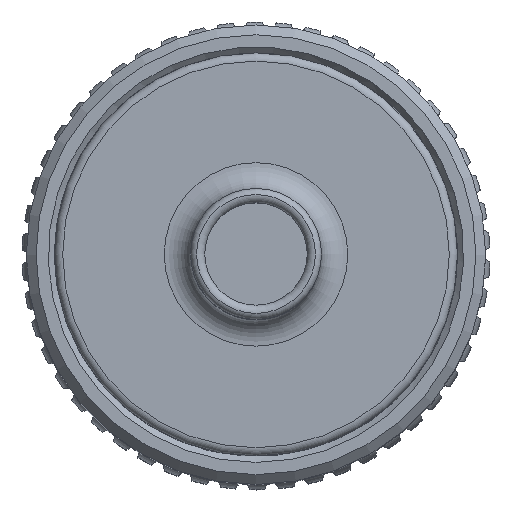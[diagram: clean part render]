
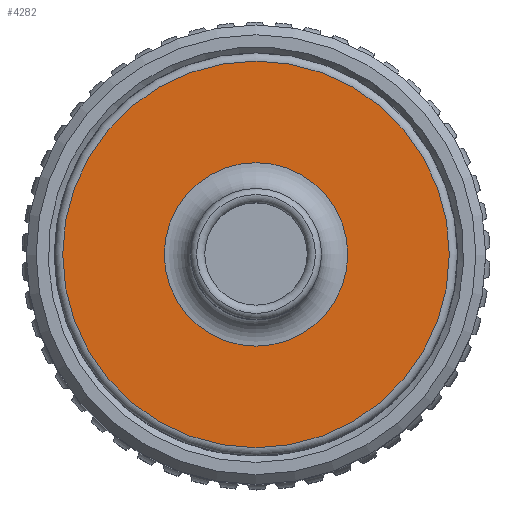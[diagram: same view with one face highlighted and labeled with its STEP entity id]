
A CAD part, top view. The second image highlights one B-rep face of the part: STEP entity #4282.
In plain terms, the highlighted planar face has unit normal (0, 0, 1).
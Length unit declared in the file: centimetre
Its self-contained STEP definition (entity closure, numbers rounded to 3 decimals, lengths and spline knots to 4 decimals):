
#372=PLANE('',#9650);
#532=CIRCLE('',#9649,0.5994);
#533=CIRCLE('',#9651,0.2845);
#644=VERTEX_POINT('',#6414);
#645=VERTEX_POINT('',#6417);
#1688=EDGE_CURVE('',#644,#644,#532,.T.);
#1689=EDGE_CURVE('',#645,#645,#533,.T.);
#2432=ORIENTED_EDGE('',*,*,#1689,.F.);
#2433=ORIENTED_EDGE('',*,*,#1688,.F.);
#3709=EDGE_LOOP('',(#2432));
#3710=EDGE_LOOP('',(#2433));
#3997=FACE_BOUND('',#3709,.T.);
#3998=FACE_BOUND('',#3710,.T.);
#4282=ADVANCED_FACE('',(#3997,#3998),#372,.T.);
#4649=DIRECTION('',(0.,0.,-1.));
#4650=DIRECTION('',(0.,0.599,0.));
#4651=DIRECTION('',(0.,0.,1.));
#4652=DIRECTION('',(0.,0.,1.));
#4653=DIRECTION('',(0.,0.284,0.));
#6413=CARTESIAN_POINT('',(0.,0.,4.0818));
#6414=CARTESIAN_POINT('',(0.,-0.5994,4.0818));
#6415=CARTESIAN_POINT('',(0.,0.,4.0818));
#6416=CARTESIAN_POINT('',(0.,0.,4.0818));
#6417=CARTESIAN_POINT('',(0.,-0.2845,4.0818));
#9649=AXIS2_PLACEMENT_3D('',#6413,#4649,#4650);
#9650=AXIS2_PLACEMENT_3D('',#6415,#4651,$);
#9651=AXIS2_PLACEMENT_3D('',#6416,#4652,#4653);
